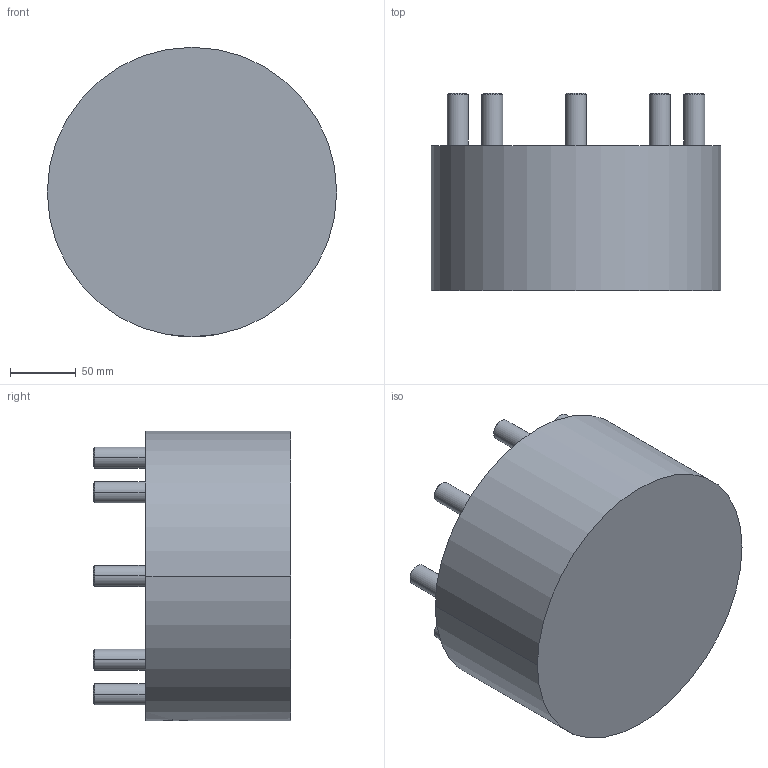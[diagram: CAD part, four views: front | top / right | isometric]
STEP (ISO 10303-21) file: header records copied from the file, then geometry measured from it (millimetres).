
FILE_DESCRIPTION (( 'STEP AP214' ), '1' );
FILE_NAME ('SB-2023-01 Bottom flange 110mm Dummy.STEP', '2024-08-08T14:34:30', ( '' ), ( '' ), 'SwSTEP 2.0', 'SolidWorks 2023', '' );
FILE_SCHEMA (( 'AUTOMOTIVE_DESIGN' ));
Length unit declared in the file: millimetre
Products named in the file (1): SB-2023-01 Bottom flange 110mm Dummy
Bounding box: 220 x 150 x 220 mm (x, y, z)
Volume: 4249841.7 mm3; surface area: 198530.4 mm2
Topology: 9 solids, 9 shells, 217 faces, 552 edges, 354 vertices
Faces by surface type: plane 135, cone 48, cylinder 34
Entity records: 6531 total; most frequent: CARTESIAN_POINT 1324, ORIENTED_EDGE 1072, DIRECTION 1066, EDGE_CURVE 536, AXIS2_PLACEMENT_3D 384, VERTEX_POINT 354, LINE 298, VECTOR 298
